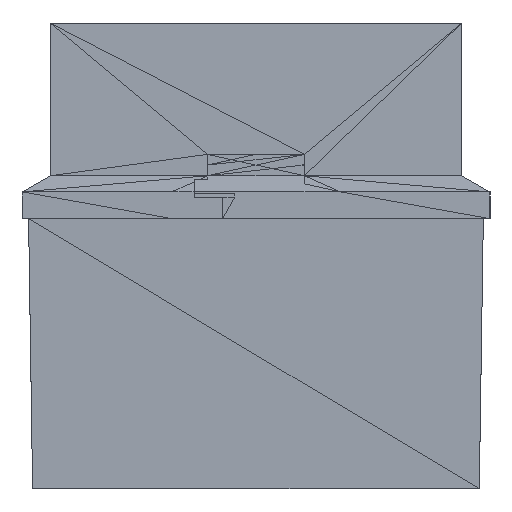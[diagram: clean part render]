
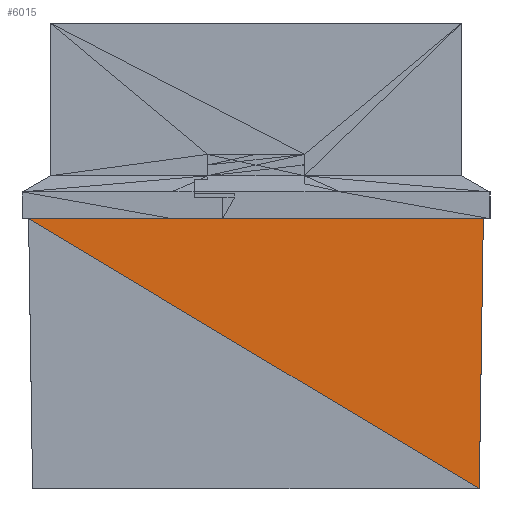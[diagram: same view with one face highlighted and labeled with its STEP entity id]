
A CAD part, left-side view. The second image highlights one B-rep face of the part: STEP entity #6015.
In plain terms, the highlighted planar face has unit normal (-1, 0, -0.015).
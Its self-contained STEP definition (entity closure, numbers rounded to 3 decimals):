
#261=FACE_OUTER_BOUND('',#537,.T.);
#537=EDGE_LOOP('',(#5367,#5368,#5369));
#1390=LINE('',#9408,#2257);
#1393=LINE('',#9412,#2260);
#1394=LINE('',#9414,#2261);
#2257=VECTOR('',#7626,10.);
#2260=VECTOR('',#7631,10.);
#2261=VECTOR('',#7634,10.);
#2873=VERTEX_POINT('',#9282);
#2892=VERTEX_POINT('',#9334);
#2904=VERTEX_POINT('',#9401);
#3725=EDGE_CURVE('',#2904,#2892,#1390,.T.);
#3728=EDGE_CURVE('',#2873,#2892,#1393,.T.);
#3729=EDGE_CURVE('',#2873,#2904,#1394,.T.);
#5367=ORIENTED_EDGE('',*,*,#3728,.T.);
#5368=ORIENTED_EDGE('',*,*,#3725,.F.);
#5369=ORIENTED_EDGE('',*,*,#3729,.F.);
#5744=PLANE('',#6317);
#6015=ADVANCED_FACE('',(#261),#5744,.T.);
#6317=AXIS2_PLACEMENT_3D('',#9413,#7632,#7633);
#7626=DIRECTION('',(0.015,0.015,-1.));
#7631=DIRECTION('',(0.008,-0.858,-0.514));
#7632=DIRECTION('center_axis',(-1.,0.,-0.015));
#7633=DIRECTION('ref_axis',(-0.015,0.,1.));
#7634=DIRECTION('',(0.,-1.,0.));
#9282=CARTESIAN_POINT('',(1.5,85.,50.5));
#9334=CARTESIAN_POINT('',(2.25,0.75,0.));
#9401=CARTESIAN_POINT('',(1.5,0.,50.5));
#9408=CARTESIAN_POINT('',(1.5,0.,50.5));
#9412=CARTESIAN_POINT('',(1.5,85.,50.5));
#9413=CARTESIAN_POINT('Origin',(1.5,0.,50.5));
#9414=CARTESIAN_POINT('',(1.5,85.,50.5));
